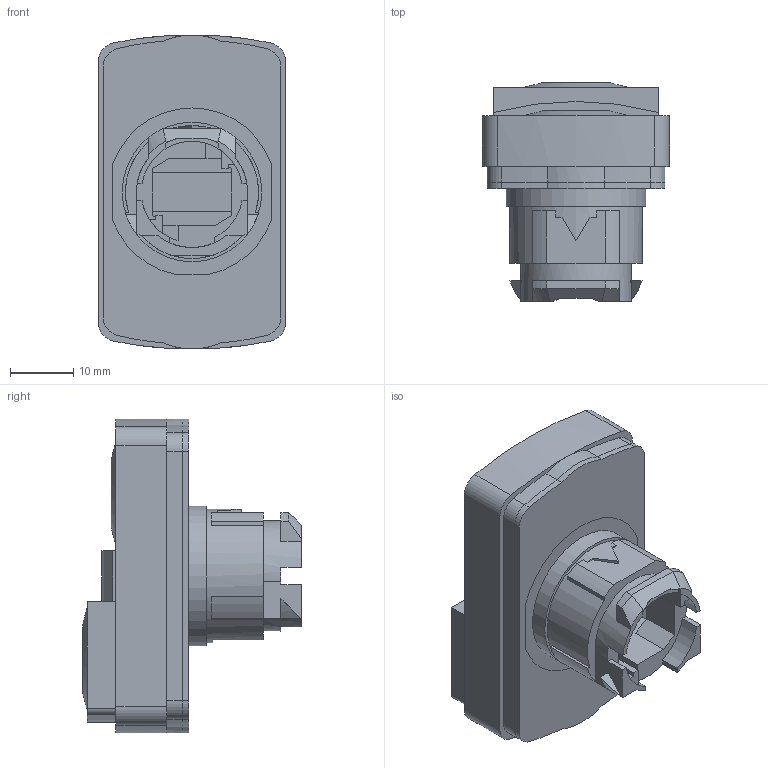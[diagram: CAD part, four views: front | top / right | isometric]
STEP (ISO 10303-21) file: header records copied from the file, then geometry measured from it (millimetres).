
FILE_DESCRIPTION (( 'STEP AP203' ), '1' );
FILE_NAME ('XB4BW84.ÃÌ Èñïîëíèòåëüíûé ìåõàíèçì êíîïêè XB4 ïóñê-ñòîï ñ âûïèðàþùèì ñòîïîì âîçâðàòíûé áåç ôèêñàöèè, ñ ïîäñâåòêîé.STEP', '2025-07-14T10:07:58', ( '' ), ( '' ), 'SwSTEP 2.0', 'SolidWorks 2021', '' );
FILE_SCHEMA (( 'CONFIG_CONTROL_DESIGN' ));
Length unit declared in the file: millimetre
Products named in the file (1): XB4BW84.ÃÌ Èñïîëíèòåëüíûé ìåõàíèçì êíîïêè XB4 ïóñê-ñòîï ñ âûïèðàþùèì ñòîïîì âîçâðàòíûé áåç ôèêñàöèè, ñ ïîäñâåòêîé
Bounding box: 29.5 x 34.5 x 49.5 mm (x, y, z)
Volume: 19530 mm3; surface area: 12530.6 mm2
Topology: 2 solids, 2 shells, 183 faces, 494 edges, 324 vertices
Faces by surface type: plane 113, cylinder 64, cone 4, sphere 2
Full cylindrical faces by diameter (mm): 21 x1, 22 x1
Entity records: 5820 total; most frequent: CARTESIAN_POINT 1026, DIRECTION 1013, ORIENTED_EDGE 978, EDGE_CURVE 489, AXIS2_PLACEMENT_3D 350, VERTEX_POINT 323, LINE 313, VECTOR 313
